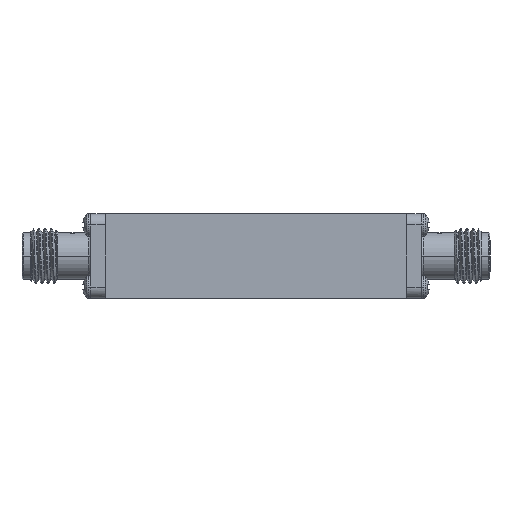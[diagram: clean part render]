
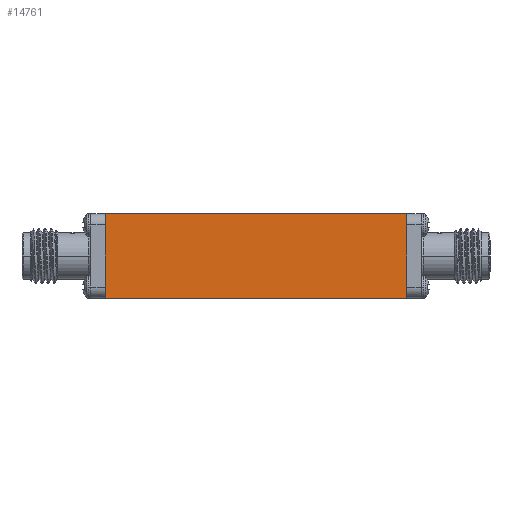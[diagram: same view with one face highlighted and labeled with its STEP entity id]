
A CAD part, front view. The second image highlights one B-rep face of the part: STEP entity #14761.
In plain terms, the highlighted planar face has unit normal (0, -1, 0).
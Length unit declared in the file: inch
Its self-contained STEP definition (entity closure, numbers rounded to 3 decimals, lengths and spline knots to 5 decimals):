
#282 = CARTESIAN_POINT ( 'NONE',  ( -0.67913, -0.29921, -0.19094 ) ) ;
#1608 = CARTESIAN_POINT ( 'NONE',  ( 0.67913, -0.29921, 0.19094 ) ) ;
#2246 = ORIENTED_EDGE ( 'NONE', *, *, #9460, .F. ) ;
#4576 = AXIS2_PLACEMENT_3D ( 'NONE', #13967, #17234, #39651 ) ;
#4945 = DIRECTION ( 'NONE',  ( 0., 0., -1. ) ) ;
#7349 = CARTESIAN_POINT ( 'NONE',  ( -0.67913, -0.29921, -0.19094 ) ) ;
#7458 = VERTEX_POINT ( 'NONE', #21075 ) ;
#8414 = EDGE_CURVE ( 'NONE', #25951, #7458, #35398, .T. ) ;
#8870 = CARTESIAN_POINT ( 'NONE',  ( 0.67913, -0.29921, 0.19094 ) ) ;
#9460 = EDGE_CURVE ( 'NONE', #12174, #20438, #25319, .T. ) ;
#12174 = VERTEX_POINT ( 'NONE', #23571 ) ;
#13967 = CARTESIAN_POINT ( 'NONE',  ( -0.67913, -0.29921, 0.19094 ) ) ;
#14761 = ADVANCED_FACE ( 'NONE', ( #36146 ), #33196, .F. ) ;
#14951 = LINE ( 'NONE', #1608, #35020 ) ;
#15859 = LINE ( 'NONE', #25042, #31894 ) ;
#17234 = DIRECTION ( 'NONE',  ( 0., 1., 0. ) ) ;
#17392 = EDGE_CURVE ( 'NONE', #20438, #7458, #14951, .T. ) ;
#20438 = VERTEX_POINT ( 'NONE', #8870 ) ;
#20887 = ORIENTED_EDGE ( 'NONE', *, *, #28282, .T. ) ;
#21075 = CARTESIAN_POINT ( 'NONE',  ( 0.67913, -0.29921, -0.19094 ) ) ;
#21402 = DIRECTION ( 'NONE',  ( 0., 0., -1. ) ) ;
#23571 = CARTESIAN_POINT ( 'NONE',  ( -0.67913, -0.29921, 0.19094 ) ) ;
#24319 = VECTOR ( 'NONE', #35234, 39.37008 ) ;
#25042 = CARTESIAN_POINT ( 'NONE',  ( -0.67913, -0.29921, 0.19094 ) ) ;
#25319 = LINE ( 'NONE', #32021, #24319 ) ;
#25951 = VERTEX_POINT ( 'NONE', #282 ) ;
#27773 = ORIENTED_EDGE ( 'NONE', *, *, #17392, .F. ) ;
#28282 = EDGE_CURVE ( 'NONE', #12174, #25951, #15859, .T. ) ;
#31894 = VECTOR ( 'NONE', #21402, 39.37008 ) ;
#31895 = VECTOR ( 'NONE', #36253, 39.37008 ) ;
#32021 = CARTESIAN_POINT ( 'NONE',  ( -0.67913, -0.29921, 0.19094 ) ) ;
#33164 = EDGE_LOOP ( 'NONE', ( #40544, #27773, #2246, #20887 ) ) ;
#33196 = PLANE ( 'NONE',  #4576 ) ;
#35020 = VECTOR ( 'NONE', #4945, 39.37008 ) ;
#35234 = DIRECTION ( 'NONE',  ( 1., 0., 0. ) ) ;
#35398 = LINE ( 'NONE', #7349, #31895 ) ;
#36146 = FACE_OUTER_BOUND ( 'NONE', #33164, .T. ) ;
#36253 = DIRECTION ( 'NONE',  ( 1., 0., 0. ) ) ;
#39651 = DIRECTION ( 'NONE',  ( 0., 0., 1. ) ) ;
#40544 = ORIENTED_EDGE ( 'NONE', *, *, #8414, .T. ) ;
